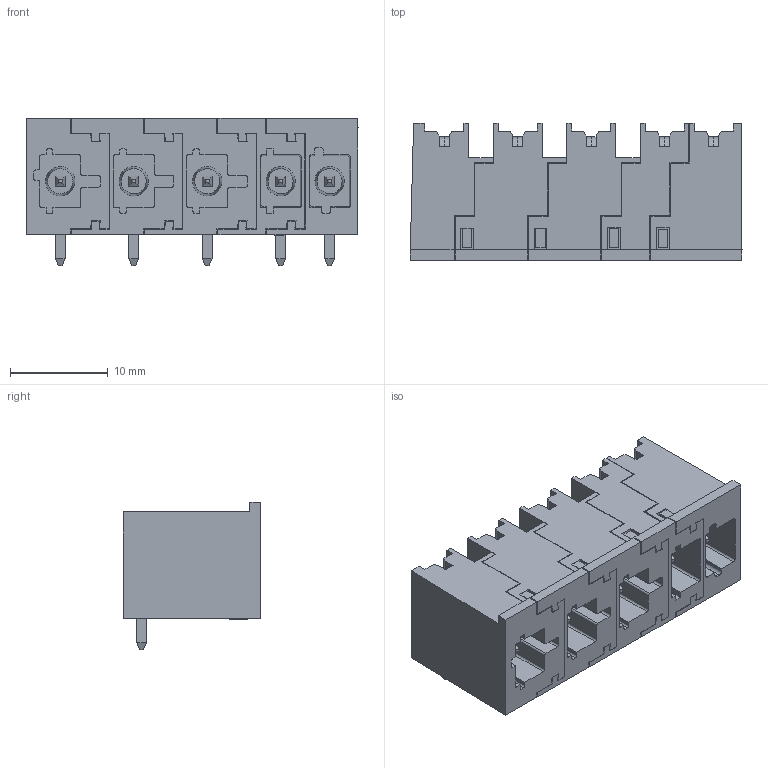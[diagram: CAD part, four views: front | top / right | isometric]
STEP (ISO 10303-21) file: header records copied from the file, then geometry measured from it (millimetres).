
FILE_DESCRIPTION(('CATIA V5 STEP Exchange','CAx-IF Rec.Pracs.--- Model Styling and Organization---1.4--- 2014-01-23'),'2;1');
FILE_NAME ('1361762-2_1', '2022-10-26T11:42:58+00:00', ('none'), ('Weidmueller'), 'CATIA Version 5-6 Release 2016 SP3 HF44', 'CATIA V5 STEP AP214', 'none');
FILE_SCHEMA(('AUTOMOTIVE_DESIGN { 1 0 10303 214 1 1 1 1 }'));
Length unit declared in the file: millimetre
Products named in the file (1): 8000078336
Bounding box: 33.9 x 14 x 15.1 mm (x, y, z)
Volume: 3552.3 mm3; surface area: 5818 mm2
Topology: 10 solids, 10 shells, 605 faces, 1702 edges, 1126 vertices
Faces by surface type: plane 515, extrusion 36, cylinder 24, revolution 20, cone 10
Entity records: 20804 total; most frequent: CARTESIAN_POINT 4832, ORIENTED_EDGE 3404, DIRECTION 2739, EDGE_CURVE 1702, VECTOR 1553, LINE 1517, VERTEX_POINT 1126, EDGE_LOOP 640
